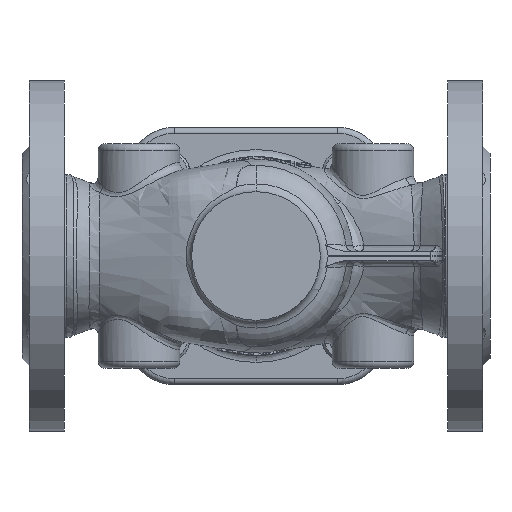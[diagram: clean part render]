
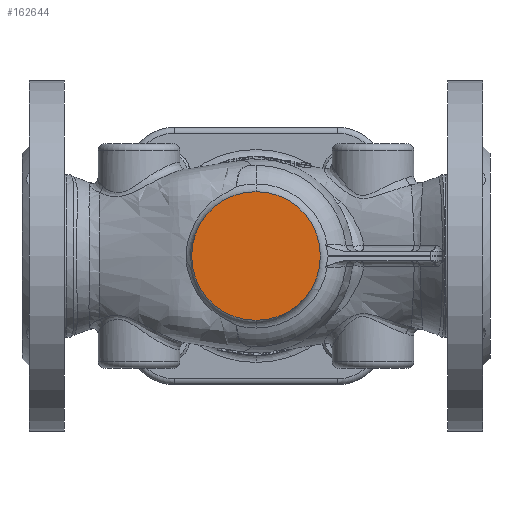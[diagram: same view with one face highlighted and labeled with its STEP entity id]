
A CAD part, front view. The second image highlights one B-rep face of the part: STEP entity #162644.
In plain terms, the highlighted planar face has unit normal (0, -1, 0).
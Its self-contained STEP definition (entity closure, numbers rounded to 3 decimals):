
#2237 = CARTESIAN_POINT ( 'NONE',  ( 0., -71., 0. ) ) ;
#17823 = DIRECTION ( 'NONE',  ( 0., 0., -1. ) ) ;
#29307 = ORIENTED_EDGE ( 'NONE', *, *, #130484, .F. ) ;
#31728 = DIRECTION ( 'NONE',  ( 0., 1., 0. ) ) ;
#31762 = CARTESIAN_POINT ( 'NONE',  ( 0., -71., 27.5 ) ) ;
#59646 = VERTEX_POINT ( 'NONE', #81820 ) ;
#71771 = DIRECTION ( 'NONE',  ( 0., 1., 0. ) ) ;
#79427 = PLANE ( 'NONE',  #109857 ) ;
#81820 = CARTESIAN_POINT ( 'NONE',  ( 0., -71., -27.5 ) ) ;
#90801 = ORIENTED_EDGE ( 'NONE', *, *, #193503, .F. ) ;
#93982 = CIRCLE ( 'NONE', #186617, 27.5 ) ;
#109857 = AXIS2_PLACEMENT_3D ( 'NONE', #2237, #110586, #17823 ) ;
#110586 = DIRECTION ( 'NONE',  ( 0., -1., 0. ) ) ;
#124507 = CARTESIAN_POINT ( 'NONE',  ( 0., -71., 0. ) ) ;
#130484 = EDGE_CURVE ( 'NONE', #59646, #164578, #166091, .T. ) ;
#140114 = DIRECTION ( 'NONE',  ( 0., 0., 1. ) ) ;
#162644 = ADVANCED_FACE ( 'NONE', ( #199885 ), #79427, .T. ) ;
#164497 = CARTESIAN_POINT ( 'NONE',  ( 0., -71., 0. ) ) ;
#164578 = VERTEX_POINT ( 'NONE', #31762 ) ;
#166091 = CIRCLE ( 'NONE', #180158, 27.5 ) ;
#173866 = EDGE_LOOP ( 'NONE', ( #29307, #90801 ) ) ;
#180058 = DIRECTION ( 'NONE',  ( 0., 0., 1. ) ) ;
#180158 = AXIS2_PLACEMENT_3D ( 'NONE', #164497, #71771, #180058 ) ;
#186617 = AXIS2_PLACEMENT_3D ( 'NONE', #124507, #31728, #140114 ) ;
#193503 = EDGE_CURVE ( 'NONE', #164578, #59646, #93982, .T. ) ;
#199885 = FACE_OUTER_BOUND ( 'NONE', #173866, .T. ) ;
